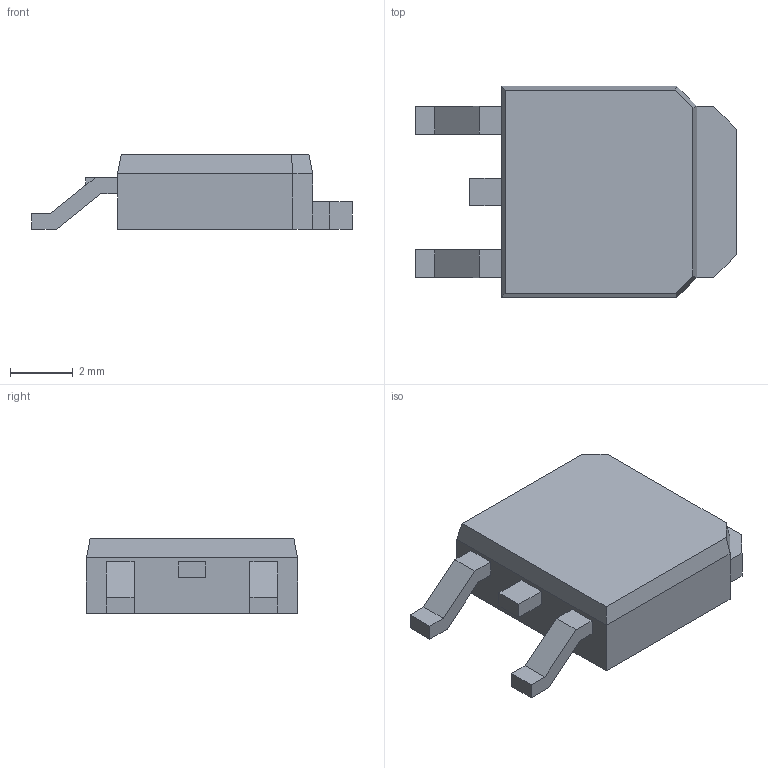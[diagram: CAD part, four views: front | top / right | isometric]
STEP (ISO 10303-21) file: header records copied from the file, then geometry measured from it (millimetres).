
FILE_DESCRIPTION (( 'STEP AP214' ), '1' );
FILE_NAME ('TO-252AA_D-PAK.STEP', '2012-04-04T14:58:13', ( 'JFDuval' ), ( '' ), 'SwSTEP 2.0', 'SolidWorks 2011', '' );
FILE_SCHEMA (( 'AUTOMOTIVE_DESIGN' ));
Length unit declared in the file: millimetre
Products named in the file (1): TO-252AA_D-PAK
Bounding box: 10.23 x 6.73 x 2.39 mm (x, y, z)
Volume: 107.2 mm3; surface area: 174.9 mm2
Topology: 1 solids, 1 shells, 43 faces, 106 edges, 68 vertices
Faces by surface type: plane 43
Entity records: 1743 total; most frequent: CARTESIAN_POINT 218, ORIENTED_EDGE 212, DIRECTION 194, LINE 106, EDGE_CURVE 106, VECTOR 106, VERTEX_POINT 68, EDGE_LOOP 46
